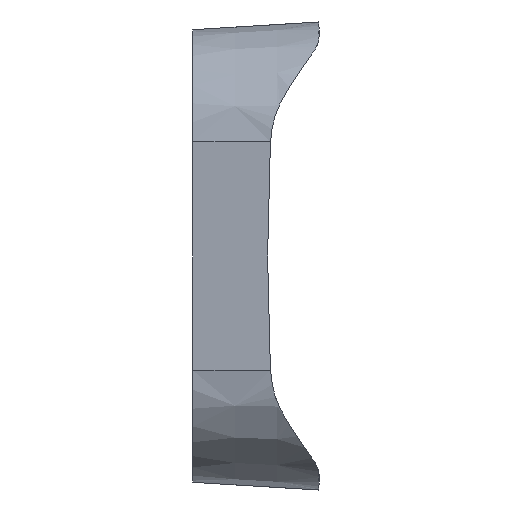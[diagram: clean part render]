
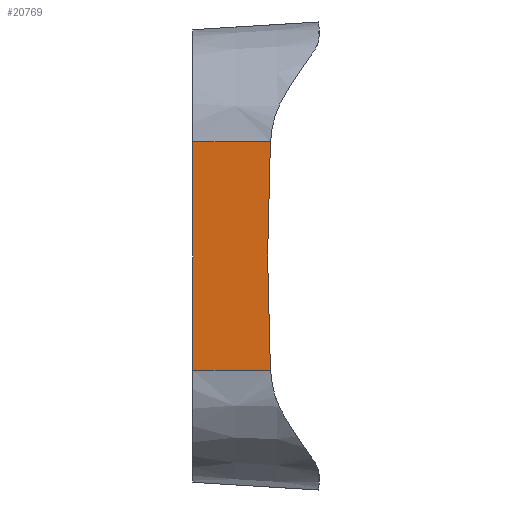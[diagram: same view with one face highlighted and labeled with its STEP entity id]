
A CAD part, left-side view. The second image highlights one B-rep face of the part: STEP entity #20769.
In plain terms, the highlighted planar face has unit normal (-0.998, 0.061, 0).
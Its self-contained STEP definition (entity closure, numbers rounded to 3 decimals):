
#293 = ORIENTED_EDGE ( 'NONE', *, *, #17790, .F. ) ;
#902 = EDGE_LOOP ( 'NONE', ( #11976, #19380, #16679, #14468, #14367, #293, #11308 ) ) ;
#1669 = DIRECTION ( 'NONE',  ( -0.061, -0.998, 0. ) ) ;
#1969 = CARTESIAN_POINT ( 'NONE',  ( -178.388, -5.376, -17.959 ) ) ;
#2130 = B_SPLINE_CURVE_WITH_KNOTS ( 'NONE', 3,
 ( #1969, #21428, #4024, #17689 ),
 .UNSPECIFIED., .F., .F.,
 ( 4, 4 ),
 ( 0., 0.001 ),
 .UNSPECIFIED. ) ;
#3831 = CARTESIAN_POINT ( 'NONE',  ( -177.6, 7.5, -19. ) ) ;
#3893 = LINE ( 'NONE', #5236, #14137 ) ;
#3977 = CARTESIAN_POINT ( 'NONE',  ( -177.6, 7.5, -19. ) ) ;
#4024 = CARTESIAN_POINT ( 'NONE',  ( -178.39, -5.411, -18.653 ) ) ;
#4668 = DIRECTION ( 'NONE',  ( -0.998, 0.061, 0. ) ) ;
#5236 = CARTESIAN_POINT ( 'NONE',  ( -177.6, 7.5, 19. ) ) ;
#5597 = CARTESIAN_POINT ( 'NONE',  ( -178.388, -5.376, 17.96 ) ) ;
#6161 = CARTESIAN_POINT ( 'NONE',  ( -178.389, -5.393, 18.306 ) ) ;
#6162 = CARTESIAN_POINT ( 'NONE',  ( -178.369, -5.079, -11.978 ) ) ;
#6533 = EDGE_CURVE ( 'NONE', #24820, #7289, #23544, .T. ) ;
#6617 = EDGE_CURVE ( 'NONE', #19984, #21137, #22012, .T. ) ;
#6809 = B_SPLINE_CURVE_WITH_KNOTS ( 'NONE', 3,
 ( #25348, #11445, #6162, #9765 ),
 .UNSPECIFIED., .F., .F.,
 ( 4, 4 ),
 ( 0., 0.018 ),
 .UNSPECIFIED. ) ;
#7091 = CARTESIAN_POINT ( 'NONE',  ( -178.388, -5.376, 17.96 ) ) ;
#7092 = VERTEX_POINT ( 'NONE', #7256 ) ;
#7256 = CARTESIAN_POINT ( 'NONE',  ( -177.6, 7.5, 19. ) ) ;
#7271 = DIRECTION ( 'NONE',  ( 0., 0., -1. ) ) ;
#7289 = VERTEX_POINT ( 'NONE', #22561 ) ;
#9279 = EDGE_CURVE ( 'NONE', #12508, #7289, #2130, .T. ) ;
#9765 = CARTESIAN_POINT ( 'NONE',  ( -178.388, -5.376, -17.959 ) ) ;
#10000 = B_SPLINE_CURVE_WITH_KNOTS ( 'NONE', 3,
 ( #5597, #19492, #17567, #13955 ),
 .UNSPECIFIED., .F., .F.,
 ( 4, 4 ),
 ( 0.001, 0.019 ),
 .UNSPECIFIED. ) ;
#10226 = CARTESIAN_POINT ( 'NONE',  ( -178.388, -5.376, -17.959 ) ) ;
#10394 = CARTESIAN_POINT ( 'NONE',  ( -178.388, -5.376, 17.96 ) ) ;
#10636 = VERTEX_POINT ( 'NONE', #12190 ) ;
#10640 = VECTOR ( 'NONE', #1669, 1000. ) ;
#11308 = ORIENTED_EDGE ( 'NONE', *, *, #13105, .F. ) ;
#11445 = CARTESIAN_POINT ( 'NONE',  ( -178.36, -4.93, -5.989 ) ) ;
#11976 = ORIENTED_EDGE ( 'NONE', *, *, #6617, .F. ) ;
#12190 = CARTESIAN_POINT ( 'NONE',  ( -178.36, -4.93, 0. ) ) ;
#12345 = CARTESIAN_POINT ( 'NONE',  ( -178.39, -5.411, 18.653 ) ) ;
#12398 = PLANE ( 'NONE',  #16880 ) ;
#12508 = VERTEX_POINT ( 'NONE', #10226 ) ;
#12813 = LINE ( 'NONE', #20682, #25486 ) ;
#13105 = EDGE_CURVE ( 'NONE', #21137, #10636, #10000, .T. ) ;
#13955 = CARTESIAN_POINT ( 'NONE',  ( -178.36, -4.93, 0. ) ) ;
#14137 = VECTOR ( 'NONE', #15490, 1000. ) ;
#14367 = ORIENTED_EDGE ( 'NONE', *, *, #9279, .F. ) ;
#14434 = CARTESIAN_POINT ( 'NONE',  ( -178.391, -5.434, 19. ) ) ;
#14468 = ORIENTED_EDGE ( 'NONE', *, *, #6533, .T. ) ;
#15456 = EDGE_CURVE ( 'NONE', #7092, #19984, #3893, .T. ) ;
#15490 = DIRECTION ( 'NONE',  ( -0.061, -0.998, 0. ) ) ;
#16679 = ORIENTED_EDGE ( 'NONE', *, *, #20558, .T. ) ;
#16880 = AXIS2_PLACEMENT_3D ( 'NONE', #20254, #4668, #22579 ) ;
#17567 = CARTESIAN_POINT ( 'NONE',  ( -178.36, -4.93, 5.989 ) ) ;
#17689 = CARTESIAN_POINT ( 'NONE',  ( -178.391, -5.434, -19. ) ) ;
#17790 = EDGE_CURVE ( 'NONE', #10636, #12508, #6809, .T. ) ;
#18021 = CARTESIAN_POINT ( 'NONE',  ( -178.391, -5.434, 19. ) ) ;
#19380 = ORIENTED_EDGE ( 'NONE', *, *, #15456, .F. ) ;
#19492 = CARTESIAN_POINT ( 'NONE',  ( -178.369, -5.079, 11.978 ) ) ;
#19984 = VERTEX_POINT ( 'NONE', #14434 ) ;
#20254 = CARTESIAN_POINT ( 'NONE',  ( -177.6, 7.5, 19. ) ) ;
#20558 = EDGE_CURVE ( 'NONE', #7092, #24820, #12813, .T. ) ;
#20682 = CARTESIAN_POINT ( 'NONE',  ( -177.6, 7.5, 19. ) ) ;
#20769 = ADVANCED_FACE ( 'NONE', ( #22057 ), #12398, .T. ) ;
#21137 = VERTEX_POINT ( 'NONE', #7091 ) ;
#21428 = CARTESIAN_POINT ( 'NONE',  ( -178.389, -5.393, -18.306 ) ) ;
#22012 = B_SPLINE_CURVE_WITH_KNOTS ( 'NONE', 3,
 ( #18021, #12345, #6161, #10394 ),
 .UNSPECIFIED., .F., .F.,
 ( 4, 4 ),
 ( 0., 0.001 ),
 .UNSPECIFIED. ) ;
#22057 = FACE_OUTER_BOUND ( 'NONE', #902, .T. ) ;
#22561 = CARTESIAN_POINT ( 'NONE',  ( -178.391, -5.434, -19. ) ) ;
#22579 = DIRECTION ( 'NONE',  ( -0.061, -0.998, 0. ) ) ;
#23544 = LINE ( 'NONE', #3977, #10640 ) ;
#24820 = VERTEX_POINT ( 'NONE', #3831 ) ;
#25348 = CARTESIAN_POINT ( 'NONE',  ( -178.36, -4.93, 0. ) ) ;
#25486 = VECTOR ( 'NONE', #7271, 1000. ) ;
